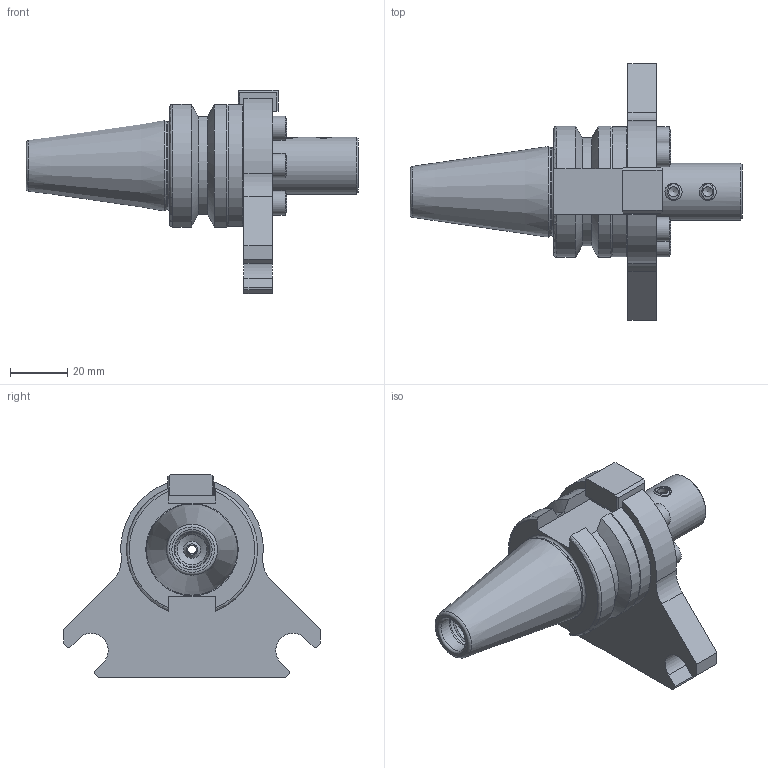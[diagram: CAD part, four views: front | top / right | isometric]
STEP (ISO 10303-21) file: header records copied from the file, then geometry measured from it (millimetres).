
FILE_DESCRIPTION((''),'2;1');
FILE_NAME('212000010068-3D.stp','2021-05-28T18:53:00',('nttooll'),(''),'Autodesk Inventor 2012','Autodesk Inventor 2012','');
FILE_SCHEMA(('AUTOMOTIVE_DESIGN { 1 0 10303 214 1 1 1 1 }'));
Length unit declared in the file: millimetre
Products named in the file (6): 212000010068-3D; 212000010068-part; 212100010004-part; 212100020002-3D; 800010051500-3D
Assembly tree (10 placements, depth 4):
  212000010068-3D
    212000010068-3D
      212000010068-part
      212100010004-part
        212100020002-3D
        800010051500-3D  x6
Bounding box: 116.4 x 90 x 71.5 mm (x, y, z)
Volume: 100723.5 mm3; surface area: 33177.1 mm2
Topology: 9 solids, 10 shells, 222 faces, 533 edges, 375 vertices
Faces by surface type: cylinder 78, plane 70, cone 61, torus 10, revolution 3
Full cylindrical faces by diameter (mm): 3 x1, 3.464 x3, 4.3 x6, 4.619 x6, 5 x13, 6 x12, 7.3 x2, 8.5 x6, 9 x1, 10 x1, 10.4 x1, 10.5 x1, 12 x1, 12.5 x1, 12.9 x1, 20 x1, 27.6 x1, 28 x2, 30.8 x1
Entity records: 5658 total; most frequent: CARTESIAN_POINT 1439, DIRECTION 857, ORIENTED_EDGE 618, AXIS2_PLACEMENT_3D 350, EDGE_CURVE 309, EDGE_LOOP 299, VERTEX_POINT 242, FACE_OUTER_BOUND 177
